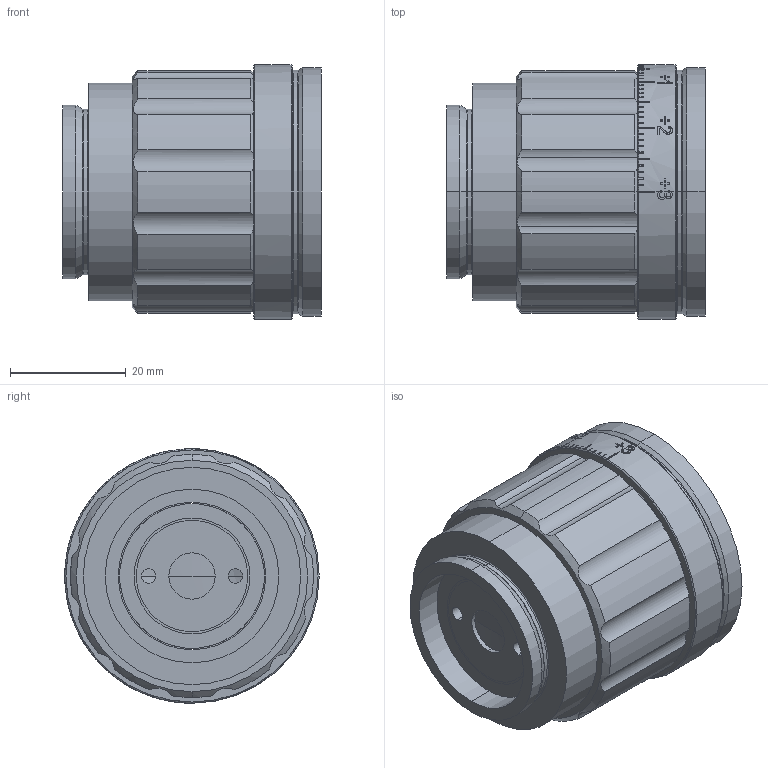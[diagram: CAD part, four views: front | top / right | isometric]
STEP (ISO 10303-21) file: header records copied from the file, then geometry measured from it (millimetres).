
FILE_DESCRIPTION (( 'STEP AP203' ), '1' );
FILE_NAME ('S6EXK0040_126_01.STEP', '2015-07-08T11:14:15', ( '' ), ( '' ), 'SwSTEP 2.0', 'SolidWorks 2014', '' );
FILE_SCHEMA (( 'CONFIG_CONTROL_DESIGN' ));
Length unit declared in the file: millimetre
Products named in the file (1): S6EXK0040_126_01
Bounding box: 44.7 x 44 x 44 mm (x, y, z)
Surface area: 11521.9 mm2 (no closed solid volume)
Topology: 0 solids, 11 shells, 413 faces, 1476 edges, 1002 vertices
Faces by surface type: plane 248, cylinder 74, bspline 54, cone 25, torus 8, sphere 4
Entity records: 23713 total; most frequent: CARTESIAN_POINT 12038, ORIENTED_EDGE 2461, DIRECTION 2092, EDGE_CURVE 1476, VERTEX_POINT 1002, AXIS2_PLACEMENT_3D 719, VECTOR 654, LINE 654
